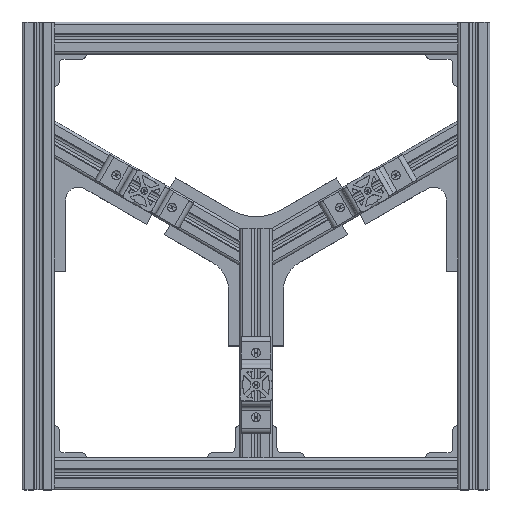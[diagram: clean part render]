
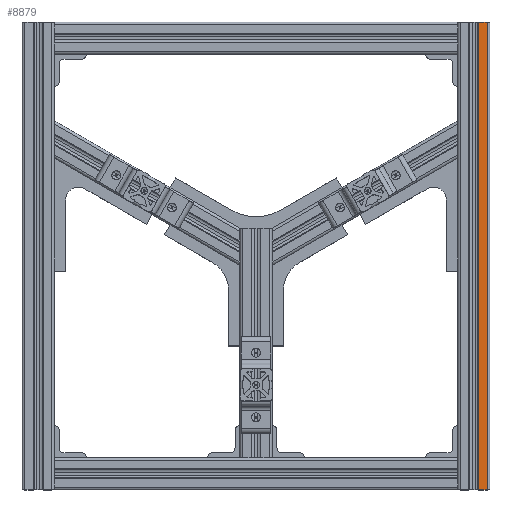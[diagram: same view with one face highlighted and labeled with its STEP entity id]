
A CAD part, top view. The second image highlights one B-rep face of the part: STEP entity #8879.
In plain terms, the highlighted face is planar.
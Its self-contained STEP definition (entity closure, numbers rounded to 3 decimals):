
#456=PLANE('',#9662);
#771=FACE_OUTER_BOUND('',#1253,.T.);
#1253=EDGE_LOOP('',(#6913,#6914,#6915,#6916));
#1930=LINE('',#14501,#2779);
#1949=LINE('',#14577,#2798);
#1951=LINE('',#14583,#2800);
#1952=LINE('',#14584,#2801);
#2779=VECTOR('',#11277,10.);
#2798=VECTOR('',#11336,1000.);
#2800=VECTOR('',#11342,1000.);
#2801=VECTOR('',#11343,1000.);
#4034=VERTEX_POINT('',#14498);
#4035=VERTEX_POINT('',#14500);
#4072=VERTEX_POINT('',#14576);
#4074=VERTEX_POINT('',#14582);
#5072=EDGE_CURVE('',#4035,#4034,#1930,.T.);
#5110=EDGE_CURVE('',#4072,#4035,#1949,.T.);
#5113=EDGE_CURVE('',#4074,#4034,#1951,.T.);
#5114=EDGE_CURVE('',#4072,#4074,#1952,.T.);
#6913=ORIENTED_EDGE('',*,*,#5072,.T.);
#6914=ORIENTED_EDGE('',*,*,#5113,.F.);
#6915=ORIENTED_EDGE('',*,*,#5114,.F.);
#6916=ORIENTED_EDGE('',*,*,#5110,.T.);
#8879=ADVANCED_FACE('',(#771),#456,.F.);
#9662=AXIS2_PLACEMENT_3D('',#14581,#11340,#11341);
#11277=DIRECTION('',(1.,0.,0.));
#11336=DIRECTION('',(0.,0.,-1.));
#11340=DIRECTION('center_axis',(0.,1.,0.));
#11341=DIRECTION('ref_axis',(-1.,0.,0.));
#11342=DIRECTION('',(0.,0.,-1.));
#11343=DIRECTION('',(1.,0.,0.));
#14498=CARTESIAN_POINT('',(8.25,-10.,14.8));
#14500=CARTESIAN_POINT('',(3.,-10.,14.8));
#14501=CARTESIAN_POINT('',(6.5,-10.,14.8));
#14576=CARTESIAN_POINT('',(3.,-10.,304.8));
#14577=CARTESIAN_POINT('',(3.,-10.,304.8));
#14581=CARTESIAN_POINT('Origin',(3.,-10.,304.8));
#14582=CARTESIAN_POINT('',(8.25,-10.,304.8));
#14583=CARTESIAN_POINT('',(8.25,-10.,304.8));
#14584=CARTESIAN_POINT('',(3.,-10.,304.8));
